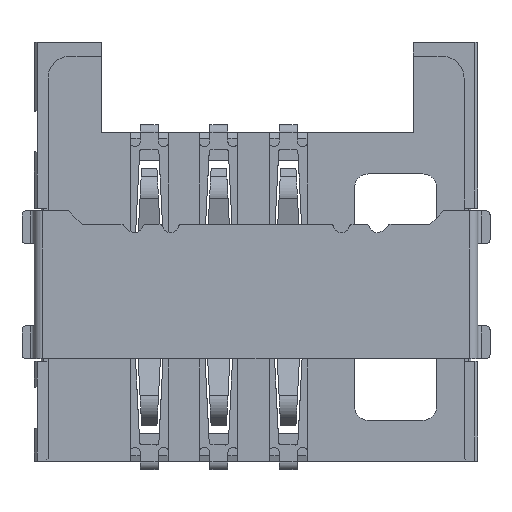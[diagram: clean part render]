
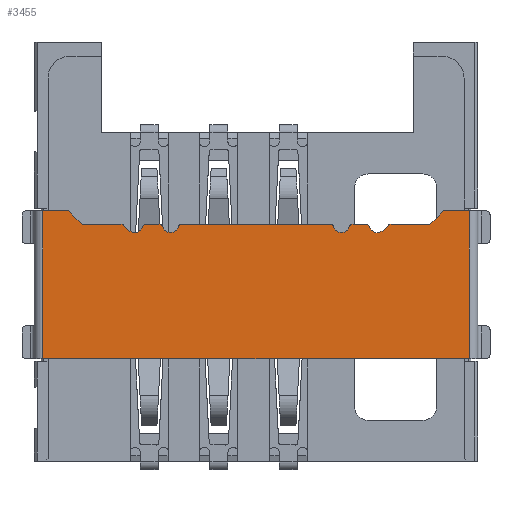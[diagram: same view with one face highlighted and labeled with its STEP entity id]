
A CAD part, top view. The second image highlights one B-rep face of the part: STEP entity #3455.
In plain terms, the highlighted planar face has unit normal (0, 0, 1).
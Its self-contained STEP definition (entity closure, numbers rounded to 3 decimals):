
#28=DIRECTION('',(1.,0.,0.));
#29=VECTOR('',#28,0.95);
#30=CARTESIAN_POINT('',(6.85,1.5,2.));
#31=LINE('',#30,#29);
#88=DIRECTION('',(1.,0.,0.));
#89=VECTOR('',#88,0.95);
#90=CARTESIAN_POINT('',(-7.8,1.5,2.));
#91=LINE('',#90,#89);
#297=DIRECTION('',(1.,0.,0.));
#298=VECTOR('',#297,15.6);
#299=CARTESIAN_POINT('',(-7.8,-3.9,2.));
#300=LINE('',#299,#298);
#1091=DIRECTION('',(0.707,-0.707,0.));
#1092=VECTOR('',#1091,0.707);
#1093=CARTESIAN_POINT('',(-6.85,1.5,2.));
#1094=LINE('',#1093,#1092);
#1095=DIRECTION('',(1.,0.,0.));
#1096=VECTOR('',#1095,1.454);
#1097=CARTESIAN_POINT('',(-6.35,1.,2.));
#1098=LINE('',#1097,#1096);
#1099=CARTESIAN_POINT('',(-4.896,0.9,2.));
#1100=DIRECTION('',(0.,0.,1.));
#1101=DIRECTION('',(0.707,0.707,0.));
#1102=AXIS2_PLACEMENT_3D('',#1099,#1100,#1101);
#1104=DIRECTION('',(0.707,-0.707,0.));
#1105=VECTOR('',#1104,0.259);
#1106=CARTESIAN_POINT('',(-4.825,0.971,2.));
#1107=LINE('',#1106,#1105);
#1108=CARTESIAN_POINT('',(-4.43,1.,2.));
#1109=DIRECTION('',(0.,0.,1.));
#1110=DIRECTION('',(-0.707,-0.707,0.));
#1111=AXIS2_PLACEMENT_3D('',#1108,#1109,#1110);
#1113=CARTESIAN_POINT('',(-4.043,0.9,2.));
#1114=DIRECTION('',(0.,0.,1.));
#1115=DIRECTION('',(0.,1.,0.));
#1116=AXIS2_PLACEMENT_3D('',#1113,#1114,#1115);
#1118=DIRECTION('',(1.,0.,0.));
#1119=VECTOR('',#1118,0.535);
#1120=CARTESIAN_POINT('',(-4.043,1.,2.));
#1121=LINE('',#1120,#1119);
#1122=CARTESIAN_POINT('',(-3.507,0.9,2.));
#1123=DIRECTION('',(0.,0.,1.));
#1124=DIRECTION('',(0.968,0.25,0.));
#1125=AXIS2_PLACEMENT_3D('',#1122,#1123,#1124);
#1127=CARTESIAN_POINT('',(-3.12,1.,2.));
#1128=DIRECTION('',(0.,0.,1.));
#1129=DIRECTION('',(-0.968,-0.25,0.));
#1130=AXIS2_PLACEMENT_3D('',#1127,#1128,#1129);
#1132=CARTESIAN_POINT('',(-2.733,0.9,2.));
#1133=DIRECTION('',(0.,0.,1.));
#1134=DIRECTION('',(0.,1.,0.));
#1135=AXIS2_PLACEMENT_3D('',#1132,#1133,#1134);
#1137=DIRECTION('',(1.,0.,0.));
#1138=VECTOR('',#1137,5.465);
#1139=CARTESIAN_POINT('',(-2.733,1.,2.));
#1140=LINE('',#1139,#1138);
#1141=CARTESIAN_POINT('',(2.733,0.9,2.));
#1142=DIRECTION('',(0.,0.,1.));
#1143=DIRECTION('',(0.968,0.25,0.));
#1144=AXIS2_PLACEMENT_3D('',#1141,#1142,#1143);
#1146=CARTESIAN_POINT('',(3.12,1.,2.));
#1147=DIRECTION('',(0.,0.,1.));
#1148=DIRECTION('',(-0.968,-0.25,0.));
#1149=AXIS2_PLACEMENT_3D('',#1146,#1147,#1148);
#1151=CARTESIAN_POINT('',(3.507,0.9,2.));
#1152=DIRECTION('',(0.,0.,1.));
#1153=DIRECTION('',(0.,1.,0.));
#1154=AXIS2_PLACEMENT_3D('',#1151,#1152,#1153);
#1156=DIRECTION('',(1.,0.,0.));
#1157=VECTOR('',#1156,0.535);
#1158=CARTESIAN_POINT('',(3.507,1.,2.));
#1159=LINE('',#1158,#1157);
#1160=CARTESIAN_POINT('',(4.043,0.9,2.));
#1161=DIRECTION('',(0.,0.,1.));
#1162=DIRECTION('',(0.968,0.25,0.));
#1163=AXIS2_PLACEMENT_3D('',#1160,#1161,#1162);
#1165=CARTESIAN_POINT('',(4.43,1.,2.));
#1166=DIRECTION('',(0.,0.,1.));
#1167=DIRECTION('',(-0.968,-0.25,0.));
#1168=AXIS2_PLACEMENT_3D('',#1165,#1166,#1167);
#1170=DIRECTION('',(0.707,0.707,0.));
#1171=VECTOR('',#1170,0.259);
#1172=CARTESIAN_POINT('',(4.642,0.788,2.));
#1173=LINE('',#1172,#1171);
#1174=CARTESIAN_POINT('',(4.896,0.9,2.));
#1175=DIRECTION('',(0.,0.,1.));
#1176=DIRECTION('',(0.,1.,0.));
#1177=AXIS2_PLACEMENT_3D('',#1174,#1175,#1176);
#1179=DIRECTION('',(1.,0.,0.));
#1180=VECTOR('',#1179,1.454);
#1181=CARTESIAN_POINT('',(4.896,1.,2.));
#1182=LINE('',#1181,#1180);
#1183=DIRECTION('',(0.707,0.707,0.));
#1184=VECTOR('',#1183,0.707);
#1185=CARTESIAN_POINT('',(6.35,1.,2.));
#1186=LINE('',#1185,#1184);
#1187=DIRECTION('',(0.,1.,0.));
#1188=VECTOR('',#1187,5.4);
#1189=CARTESIAN_POINT('',(-7.8,-3.9,2.));
#1190=LINE('',#1189,#1188);
#1351=DIRECTION('',(0.,1.,0.));
#1352=VECTOR('',#1351,5.4);
#1353=CARTESIAN_POINT('',(7.8,-3.9,2.));
#1354=LINE('',#1353,#1352);
#1432=CARTESIAN_POINT('',(-7.8,-3.9,2.));
#1433=VERTEX_POINT('',#1432);
#1434=CARTESIAN_POINT('',(7.8,-3.9,2.));
#1435=VERTEX_POINT('',#1434);
#1448=CARTESIAN_POINT('',(-7.8,1.5,2.));
#1449=VERTEX_POINT('',#1448);
#1450=CARTESIAN_POINT('',(7.8,1.5,2.));
#1452=VERTEX_POINT('',#1450);
#1458=CARTESIAN_POINT('',(-6.85,1.5,2.));
#1459=CARTESIAN_POINT('',(-6.35,1.,2.));
#1460=VERTEX_POINT('',#1458);
#1461=VERTEX_POINT('',#1459);
#1462=CARTESIAN_POINT('',(-4.896,1.,2.));
#1463=VERTEX_POINT('',#1462);
#1464=CARTESIAN_POINT('',(-4.825,0.971,2.));
#1465=VERTEX_POINT('',#1464);
#1466=CARTESIAN_POINT('',(-4.642,0.788,2.));
#1467=VERTEX_POINT('',#1466);
#1468=CARTESIAN_POINT('',(-4.14,0.925,2.));
#1469=VERTEX_POINT('',#1468);
#1470=CARTESIAN_POINT('',(-4.043,1.,2.));
#1471=VERTEX_POINT('',#1470);
#1472=CARTESIAN_POINT('',(-3.507,1.,2.));
#1473=VERTEX_POINT('',#1472);
#1474=CARTESIAN_POINT('',(-3.41,0.925,2.));
#1475=VERTEX_POINT('',#1474);
#1476=CARTESIAN_POINT('',(-2.83,0.925,2.));
#1477=VERTEX_POINT('',#1476);
#1478=CARTESIAN_POINT('',(-2.733,1.,2.));
#1479=VERTEX_POINT('',#1478);
#1480=CARTESIAN_POINT('',(2.733,1.,2.));
#1481=VERTEX_POINT('',#1480);
#1482=CARTESIAN_POINT('',(2.83,0.925,2.));
#1483=VERTEX_POINT('',#1482);
#1484=CARTESIAN_POINT('',(3.41,0.925,2.));
#1485=VERTEX_POINT('',#1484);
#1486=CARTESIAN_POINT('',(3.507,1.,2.));
#1487=VERTEX_POINT('',#1486);
#1488=CARTESIAN_POINT('',(4.043,1.,2.));
#1489=VERTEX_POINT('',#1488);
#1490=CARTESIAN_POINT('',(4.14,0.925,2.));
#1491=VERTEX_POINT('',#1490);
#1492=CARTESIAN_POINT('',(4.642,0.788,2.));
#1493=VERTEX_POINT('',#1492);
#1494=CARTESIAN_POINT('',(4.825,0.971,2.));
#1495=VERTEX_POINT('',#1494);
#1496=CARTESIAN_POINT('',(4.896,1.,2.));
#1497=VERTEX_POINT('',#1496);
#1498=CARTESIAN_POINT('',(6.35,1.,2.));
#1499=VERTEX_POINT('',#1498);
#1500=CARTESIAN_POINT('',(6.85,1.5,2.));
#1501=VERTEX_POINT('',#1500);
#3401=CARTESIAN_POINT('',(-7.8,-3.9,2.));
#3402=DIRECTION('',(0.,0.,1.));
#3403=DIRECTION('',(1.,0.,0.));
#3404=AXIS2_PLACEMENT_3D('',#3401,#3402,#3403);
#3405=PLANE('',#3404);
#3407=ORIENTED_EDGE('',*,*,#3406,.T.);
#3409=ORIENTED_EDGE('',*,*,#3408,.T.);
#3411=ORIENTED_EDGE('',*,*,#3410,.F.);
#3413=ORIENTED_EDGE('',*,*,#3412,.T.);
#3415=ORIENTED_EDGE('',*,*,#3414,.T.);
#3417=ORIENTED_EDGE('',*,*,#3416,.F.);
#3419=ORIENTED_EDGE('',*,*,#3418,.T.);
#3421=ORIENTED_EDGE('',*,*,#3420,.F.);
#3423=ORIENTED_EDGE('',*,*,#3422,.T.);
#3425=ORIENTED_EDGE('',*,*,#3424,.F.);
#3427=ORIENTED_EDGE('',*,*,#3426,.T.);
#3429=ORIENTED_EDGE('',*,*,#3428,.F.);
#3431=ORIENTED_EDGE('',*,*,#3430,.T.);
#3433=ORIENTED_EDGE('',*,*,#3432,.F.);
#3435=ORIENTED_EDGE('',*,*,#3434,.T.);
#3437=ORIENTED_EDGE('',*,*,#3436,.F.);
#3439=ORIENTED_EDGE('',*,*,#3438,.T.);
#3441=ORIENTED_EDGE('',*,*,#3440,.T.);
#3443=ORIENTED_EDGE('',*,*,#3442,.F.);
#3444=ORIENTED_EDGE('',*,*,#3368,.T.);
#3445=ORIENTED_EDGE('',*,*,#3383,.T.);
#3446=ORIENTED_EDGE('',*,*,#1863,.T.);
#3448=ORIENTED_EDGE('',*,*,#3447,.F.);
#3449=ORIENTED_EDGE('',*,*,#2140,.F.);
#3451=ORIENTED_EDGE('',*,*,#3450,.T.);
#3452=ORIENTED_EDGE('',*,*,#1898,.T.);
#3453=EDGE_LOOP('',(#3407,#3409,#3411,#3413,#3415,#3417,#3419,#3421,#3423,#3425,
#3427,#3429,#3431,#3433,#3435,#3437,#3439,#3441,#3443,#3444,#3445,#3446,#3448,
#3449,#3451,#3452));
#3454=FACE_OUTER_BOUND('',#3453,.F.);
#3455=ADVANCED_FACE('',(#3454),#3405,.T.);
#1103=CIRCLE('',#1102,0.1);
#1112=CIRCLE('',#1111,0.3);
#1117=CIRCLE('',#1116,0.1);
#1126=CIRCLE('',#1125,0.1);
#1131=CIRCLE('',#1130,0.3);
#1136=CIRCLE('',#1135,0.1);
#1145=CIRCLE('',#1144,0.1);
#1150=CIRCLE('',#1149,0.3);
#1155=CIRCLE('',#1154,0.1);
#1164=CIRCLE('',#1163,0.1);
#1169=CIRCLE('',#1168,0.3);
#1178=CIRCLE('',#1177,0.1);
#1863=EDGE_CURVE('',#1501,#1452,#31,.T.);
#1898=EDGE_CURVE('',#1449,#1460,#91,.T.);
#2140=EDGE_CURVE('',#1433,#1435,#300,.T.);
#3368=EDGE_CURVE('',#1497,#1499,#1182,.T.);
#3383=EDGE_CURVE('',#1499,#1501,#1186,.T.);
#3406=EDGE_CURVE('',#1460,#1461,#1094,.T.);
#3408=EDGE_CURVE('',#1461,#1463,#1098,.T.);
#3410=EDGE_CURVE('',#1465,#1463,#1103,.T.);
#3412=EDGE_CURVE('',#1465,#1467,#1107,.T.);
#3414=EDGE_CURVE('',#1467,#1469,#1112,.T.);
#3416=EDGE_CURVE('',#1471,#1469,#1117,.T.);
#3418=EDGE_CURVE('',#1471,#1473,#1121,.T.);
#3420=EDGE_CURVE('',#1475,#1473,#1126,.T.);
#3422=EDGE_CURVE('',#1475,#1477,#1131,.T.);
#3424=EDGE_CURVE('',#1479,#1477,#1136,.T.);
#3426=EDGE_CURVE('',#1479,#1481,#1140,.T.);
#3428=EDGE_CURVE('',#1483,#1481,#1145,.T.);
#3430=EDGE_CURVE('',#1483,#1485,#1150,.T.);
#3432=EDGE_CURVE('',#1487,#1485,#1155,.T.);
#3434=EDGE_CURVE('',#1487,#1489,#1159,.T.);
#3436=EDGE_CURVE('',#1491,#1489,#1164,.T.);
#3438=EDGE_CURVE('',#1491,#1493,#1169,.T.);
#3440=EDGE_CURVE('',#1493,#1495,#1173,.T.);
#3442=EDGE_CURVE('',#1497,#1495,#1178,.T.);
#3447=EDGE_CURVE('',#1435,#1452,#1354,.T.);
#3450=EDGE_CURVE('',#1433,#1449,#1190,.T.);
